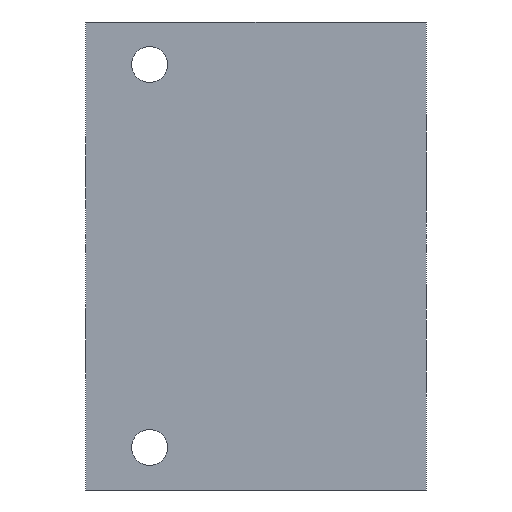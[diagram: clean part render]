
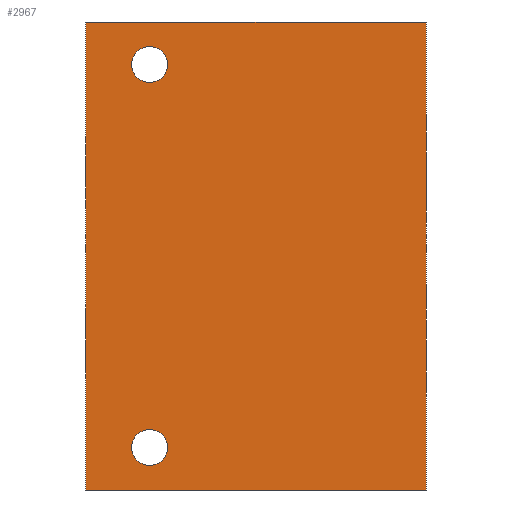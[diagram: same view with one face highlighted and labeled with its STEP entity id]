
A CAD part, left-side view. The second image highlights one B-rep face of the part: STEP entity #2967.
In plain terms, the highlighted planar face has unit normal (-1, 0, 0).
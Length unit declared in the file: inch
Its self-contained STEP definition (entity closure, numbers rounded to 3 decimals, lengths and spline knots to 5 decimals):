
#1=DIRECTION('',(0.,-1.,0.));
#2=VECTOR('',#1,4.);
#3=CARTESIAN_POINT('',(0.,0.,0.));
#4=LINE('',#3,#2);
#37=DIRECTION('',(0.,0.,1.));
#38=VECTOR('',#37,5.5);
#39=CARTESIAN_POINT('',(0.,0.,0.));
#40=LINE('',#39,#38);
#41=CARTESIAN_POINT('',(0.,-0.75,5.));
#42=DIRECTION('',(1.,0.,0.));
#43=DIRECTION('',(0.,0.,-1.));
#44=AXIS2_PLACEMENT_3D('',#41,#42,#43);
#46=CARTESIAN_POINT('',(0.,-0.75,5.));
#47=DIRECTION('',(1.,0.,0.));
#48=DIRECTION('',(0.,0.,1.));
#49=AXIS2_PLACEMENT_3D('',#46,#47,#48);
#51=CARTESIAN_POINT('',(0.,-0.75,0.5));
#52=DIRECTION('',(1.,0.,0.));
#53=DIRECTION('',(0.,0.,-1.));
#54=AXIS2_PLACEMENT_3D('',#51,#52,#53);
#56=CARTESIAN_POINT('',(0.,-0.75,0.5));
#57=DIRECTION('',(1.,0.,0.));
#58=DIRECTION('',(0.,0.,1.));
#59=AXIS2_PLACEMENT_3D('',#56,#57,#58);
#119=DIRECTION('',(0.,0.,1.));
#120=VECTOR('',#119,5.5);
#121=CARTESIAN_POINT('',(0.,-4.,0.));
#122=LINE('',#121,#120);
#143=DIRECTION('',(0.,-1.,0.));
#144=VECTOR('',#143,4.);
#145=CARTESIAN_POINT('',(0.,0.,5.5));
#146=LINE('',#145,#144);
#2541=CARTESIAN_POINT('',(0.,0.,0.));
#2542=CARTESIAN_POINT('',(0.,-4.,0.));
#2543=VERTEX_POINT('',#2541);
#2544=VERTEX_POINT('',#2542);
#2549=CARTESIAN_POINT('',(0.,0.,5.5));
#2550=CARTESIAN_POINT('',(0.,-4.,5.5));
#2551=VERTEX_POINT('',#2549);
#2552=VERTEX_POINT('',#2550);
#2835=CARTESIAN_POINT('',(0.,-0.75,4.789));
#2836=CARTESIAN_POINT('',(0.,-0.75,5.211));
#2837=VERTEX_POINT('',#2835);
#2838=VERTEX_POINT('',#2836);
#2847=CARTESIAN_POINT('',(0.,-0.75,0.289));
#2848=CARTESIAN_POINT('',(0.,-0.75,0.711));
#2849=VERTEX_POINT('',#2847);
#2850=VERTEX_POINT('',#2848);
#2941=CARTESIAN_POINT('',(0.,0.,0.));
#2942=DIRECTION('',(-1.,0.,0.));
#2943=DIRECTION('',(0.,-1.,0.));
#2944=AXIS2_PLACEMENT_3D('',#2941,#2942,#2943);
#2945=PLANE('',#2944);
#2946=ORIENTED_EDGE('',*,*,#2918,.F.);
#2948=ORIENTED_EDGE('',*,*,#2947,.T.);
#2950=ORIENTED_EDGE('',*,*,#2949,.T.);
#2952=ORIENTED_EDGE('',*,*,#2951,.F.);
#2953=EDGE_LOOP('',(#2946,#2948,#2950,#2952));
#2954=FACE_OUTER_BOUND('',#2953,.F.);
#2956=ORIENTED_EDGE('',*,*,#2955,.F.);
#2958=ORIENTED_EDGE('',*,*,#2957,.F.);
#2959=EDGE_LOOP('',(#2956,#2958));
#2960=FACE_BOUND('',#2959,.F.);
#2962=ORIENTED_EDGE('',*,*,#2961,.F.);
#2964=ORIENTED_EDGE('',*,*,#2963,.F.);
#2965=EDGE_LOOP('',(#2962,#2964));
#2966=FACE_BOUND('',#2965,.F.);
#2967=ADVANCED_FACE('',(#2954,#2960,#2966),#2945,.T.);
#45=CIRCLE('',#44,0.211);
#50=CIRCLE('',#49,0.211);
#55=CIRCLE('',#54,0.211);
#60=CIRCLE('',#59,0.211);
#2918=EDGE_CURVE('',#2543,#2544,#4,.T.);
#2947=EDGE_CURVE('',#2543,#2551,#40,.T.);
#2949=EDGE_CURVE('',#2551,#2552,#146,.T.);
#2951=EDGE_CURVE('',#2544,#2552,#122,.T.);
#2955=EDGE_CURVE('',#2837,#2838,#45,.T.);
#2957=EDGE_CURVE('',#2838,#2837,#50,.T.);
#2961=EDGE_CURVE('',#2849,#2850,#55,.T.);
#2963=EDGE_CURVE('',#2850,#2849,#60,.T.);
